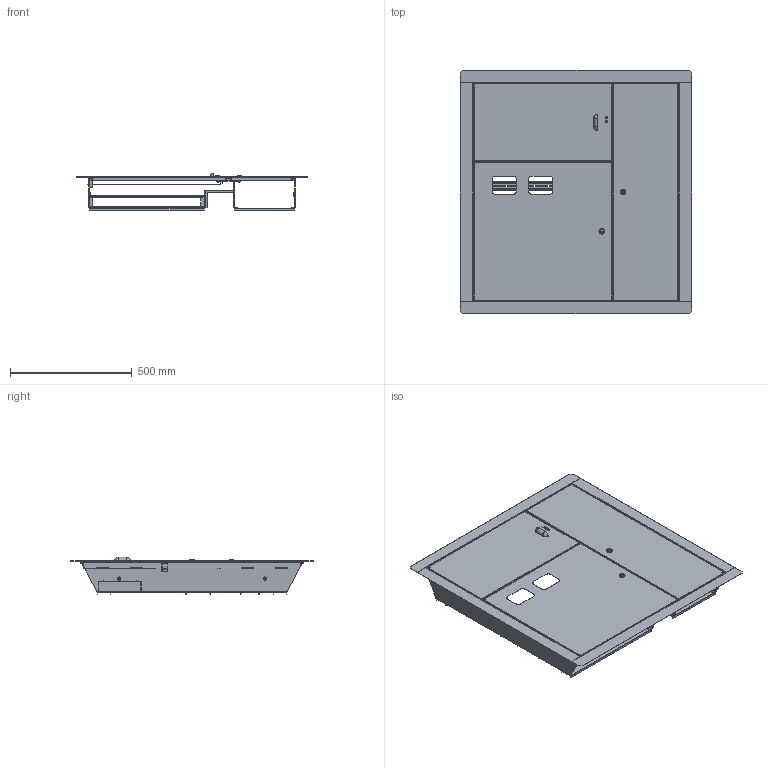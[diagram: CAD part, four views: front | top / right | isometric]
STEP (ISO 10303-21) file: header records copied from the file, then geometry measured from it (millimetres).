
FILE_DESCRIPTION (( 'STEP AP203' ), '1' );
FILE_NAME ('mb08-v-2-bas Ùèò ýòàæíûé 2 êâ..STEP', '2021-05-26T14:14:29', ( '' ), ( '' ), 'SwSTEP 2.0', 'SolidWorks 2021', '' );
FILE_SCHEMA (( 'CONFIG_CONTROL_DESIGN' ));
Length unit declared in the file: millimetre
Products named in the file (36): Ñàìîðåç ÊËÎÏ ñî ñâåðëîì 3,5õ11_00; ﾙﾝﾁ2.00.00.000 ﾙ頸 跫隆_00; ÙÝÁ3.02.00.000 Äâåðü ðàñïðåäåëèòåëüíîãî îòñåêà_00; Washer 6402_3_gost_丐ｩ｡ 2 6 ヮ葬 6402-70; ﾙﾝﾁ3.01.00.001 ﾑ渼濱00; ÙÝÁ3.01.00.005 Ïåðåìû÷êà_00; pan head cross recess screw_din_ISO 7045 - M4 x 6 - Z --- 6N; ﾙﾝﾁ2.03.00.001 ﾄ粢_00; Çàêëåïêà ñ âíóòðåííåé ðåçüáîé Ì5; Øïèëüêà Ì6õ12_00; ÙÝÁ3.01.00.006 Óãîëîê_00; Ïðîêëàäêà; ÙÝÁ3.00.00.001 Ôàëüøïàíåëü_00; ﾙﾝﾁ3.02.00.001 ﾄ粢_00; mb08-v-2-bas Ùèò ýòàæíûé 2 êâ.; Ãàéêà; ÙÝÁ3.01.00.000 Êàðêàñ_00; Ïðîêëàäêà ìåòàëëè÷åñêàÿ; ����� ��������_������ 45��; ÙÝÁ3.01.00.003 Ïåðåãîðîäêà_00; ﾙﾝﾁ3.01.00.008 ﾊ煇鳫_00; ÙÝÁ3.01.00.004 Øâåëëåð_00; Ïðîêëàäêà ìåòàëëè÷åñêàÿ 2; 剒蜲錪 45擤; Òåëî çàìêà; ÙÝÁ2.03.00.000 Äâåðü ó÷åòíîãî îòñåêà_00; Ñàìîðåç ÏØ 4,2õ13_00; Âèíò Ì5 ÃÎÑÒ17473-78_5å20; ÙÝÁ3.04.00.000 Äâåðü ñëàáîòî÷íîãî îòñåêà_00; ﾙﾝﾁ3.01.00.007 ﾊ煇鳫_00; Äèí-ðåéêà TS 35õ7,5_470; Ãàéêà ÃÎÑÒ 5927-70_8.6G.5; 枟蝂鼏 懤摎錪蕻嶱00; ﾙﾝﾁ3.04.00.001 ﾄ粢_00; Âíóòðåííåå òåëî çàìêà; ﾙﾝﾁ3.01.00.002 ﾏⅰ褞褶竟濱00
Assembly tree (71 placements, depth 4):
  mb08-v-2-bas Ùèò ýòàæíûé 2 êâ.
    ﾙﾝﾁ2.00.00.000 ﾙ頸 跫隆_00
      ÙÝÁ3.01.00.000 Êàðêàñ_00
        ﾙﾝﾁ3.01.00.001 ﾑ渼濱00  x2
        ﾙﾝﾁ3.01.00.002 ﾏⅰ褞褶竟濱00  x2
        ÙÝÁ3.01.00.003 Ïåðåãîðîäêà_00
        ÙÝÁ3.01.00.004 Øâåëëåð_00  x2
        ÙÝÁ3.01.00.005 Ïåðåìû÷êà_00  x2
        ÙÝÁ3.01.00.006 Óãîëîê_00
        ﾙﾝﾁ3.01.00.007 ﾊ煇鳫_00  x2
        Ãàéêà ÃÎÑÒ 5927-70_8.6G.5  x4
        Øïèëüêà Ì6õ12_00
        ﾙﾝﾁ3.01.00.008 ﾊ煇鳫_00
      ÙÝÁ3.02.00.000 Äâåðü ðàñïðåäåëèòåëüíîãî îòñåêà_00
        ﾙﾝﾁ3.02.00.001 ﾄ粢_00
        Çàêëåïêà ñ âíóòðåííåé ðåçüáîé Ì5
        Âèíò Ì5 ÃÎÑÒ17473-78_5å20
      ÙÝÁ2.03.00.000 Äâåðü ó÷åòíîãî îòñåêà_00
        ﾙﾝﾁ2.03.00.001 ﾄ粢_00
        Çàêëåïêà ñ âíóòðåííåé ðåçüáîé Ì5  x2
        Âèíò Ì5 ÃÎÑÒ17473-78_5å20  x2
      ÙÝÁ3.04.00.000 Äâåðü ñëàáîòî÷íîãî îòñåêà_00
        ﾙﾝﾁ3.04.00.001 ﾄ粢_00
        Çàêëåïêà ñ âíóòðåííåé ðåçüáîé Ì5  x2
        Âèíò Ì5 ÃÎÑÒ17473-78_5å20  x2
      ÙÝÁ3.00.00.001 Ôàëüøïàíåëü_00
      Ñàìîðåç ÏØ 4,2õ13_00  x2
    枟蝂鼏 懤摎錪蕻嶱00
    ����� ��������_������ 45��  x2
      Òåëî çàìêà
      Ïðîêëàäêà ìåòàëëè÷åñêàÿ
      剒蜲錪 45擤
      Washer 6402_3_gost_丐ｩ｡ 2 6 ヮ葬 6402-70
      Ïðîêëàäêà
      pan head cross recess screw_din_ISO 7045 - M4 x 6 - Z --- 6N
      Ïðîêëàäêà ìåòàëëè÷åñêàÿ 2
      Ãàéêà
      Âíóòðåííåå òåëî çàìêà
    Ñàìîðåç ÊËÎÏ ñî ñâåðëîì 3,5õ11_00  x2
    Äèí-ðåéêà TS 35õ7,5_470  x6
    Ñàìîðåç ÏØ 4,2õ13_00  x12
Bounding box: 950 x 1000 x 153.8 mm (x, y, z)
Volume: 1592638.2 mm3; surface area: 3778807.2 mm2
Topology: 75 solids, 75 shells, 3138 faces, 8143 edges, 5174 vertices
Faces by surface type: plane 1656, cylinder 1246, cone 118, bspline 60, sphere 46, torus 12
Entity records: 49658 total; most frequent: CARTESIAN_POINT 9844, DIRECTION 7381, ORIENTED_EDGE 7062, EDGE_CURVE 3531, AXIS2_PLACEMENT_3D 2572, LINE 2237, VECTOR 2237, VERTEX_POINT 2223
